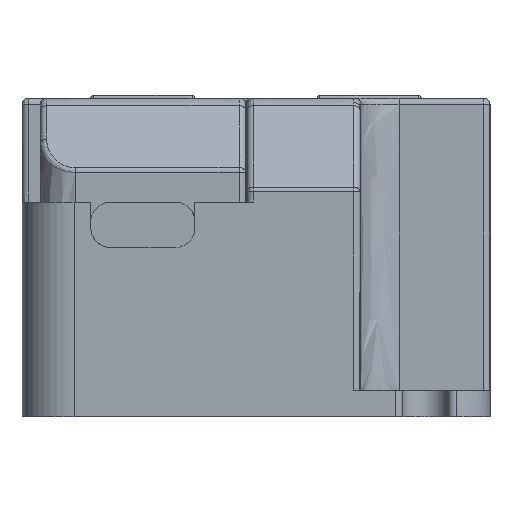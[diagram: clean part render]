
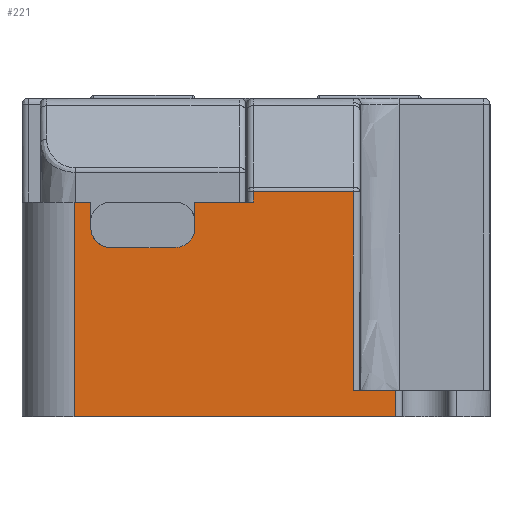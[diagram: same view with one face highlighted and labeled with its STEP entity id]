
A CAD part, left-side view. The second image highlights one B-rep face of the part: STEP entity #221.
In plain terms, the highlighted planar face has unit normal (-1, 0, 0).
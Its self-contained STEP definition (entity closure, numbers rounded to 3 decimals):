
#221=ADVANCED_FACE('',(#633),#6695,.T.);
#633=FACE_OUTER_BOUND('',#1053,.T.);
#1053=EDGE_LOOP('',(#2372,#2373,#2374,#2375,#2376,#2377,#2378,#2379,#2380,
#2381,#2382,#2383,#2384,#2385));
#2372=ORIENTED_EDGE('',*,*,#4093,.T.);
#2373=ORIENTED_EDGE('',*,*,#4065,.F.);
#2374=ORIENTED_EDGE('',*,*,#4094,.T.);
#2375=ORIENTED_EDGE('',*,*,#4095,.T.);
#2376=ORIENTED_EDGE('',*,*,#4096,.T.);
#2377=ORIENTED_EDGE('',*,*,#3800,.F.);
#2378=ORIENTED_EDGE('',*,*,#4097,.T.);
#2379=ORIENTED_EDGE('',*,*,#4098,.T.);
#2380=ORIENTED_EDGE('',*,*,#4099,.T.);
#2381=ORIENTED_EDGE('',*,*,#4072,.F.);
#2382=ORIENTED_EDGE('',*,*,#4092,.F.);
#2383=ORIENTED_EDGE('',*,*,#4429,.T.);
#2384=ORIENTED_EDGE('',*,*,#4100,.T.);
#2385=ORIENTED_EDGE('',*,*,#4431,.T.);
#3800=EDGE_CURVE('',#5884,#5885,#5133,.T.);
#4065=EDGE_CURVE('',#6183,#6184,#5381,.T.);
#4072=EDGE_CURVE('',#6189,#6190,#5387,.T.);
#4092=EDGE_CURVE('',#6208,#6189,#5406,.T.);
#4093=EDGE_CURVE('',#6209,#6184,#5407,.T.);
#4094=EDGE_CURVE('',#6183,#6210,#5408,.T.);
#4095=EDGE_CURVE('',#6210,#6211,#5409,.T.);
#4096=EDGE_CURVE('',#6211,#5885,#5410,.T.);
#4097=EDGE_CURVE('',#5884,#6212,#5411,.T.);
#4098=EDGE_CURVE('',#6212,#6213,#5412,.T.);
#4099=EDGE_CURVE('',#6213,#6190,#5413,.T.);
#4100=EDGE_CURVE('',#6214,#6215,#5414,.T.);
#4429=EDGE_CURVE('',#6208,#6214,#4875,.T.);
#4431=EDGE_CURVE('',#6215,#6209,#4877,.T.);
#4875=(
BOUNDED_CURVE()
B_SPLINE_CURVE(2,(#14373,#14374,#14375),.UNSPECIFIED.,.F.,.F.)
B_SPLINE_CURVE_WITH_KNOTS((3,3),(-3.,0.),.UNSPECIFIED.)
CURVE()
GEOMETRIC_REPRESENTATION_ITEM()
RATIONAL_B_SPLINE_CURVE((1.,0.707,1.))
REPRESENTATION_ITEM('')
);
#4877=(
BOUNDED_CURVE()
B_SPLINE_CURVE(2,(#14379,#14380,#14381),.UNSPECIFIED.,.F.,.F.)
B_SPLINE_CURVE_WITH_KNOTS((3,3),(-3.,0.),.UNSPECIFIED.)
CURVE()
GEOMETRIC_REPRESENTATION_ITEM()
RATIONAL_B_SPLINE_CURVE((1.,0.707,1.))
REPRESENTATION_ITEM('')
);
#5133=B_SPLINE_CURVE_WITH_KNOTS('',1,(#12929,#12930),.UNSPECIFIED.,.F.,
 .F.,(2,2),(0.,3.25),.UNSPECIFIED.);
#5381=B_SPLINE_CURVE_WITH_KNOTS('',1,(#13476,#13477),.UNSPECIFIED.,.F.,
 .F.,(2,2),(0.,1.3),.UNSPECIFIED.);
#5387=B_SPLINE_CURVE_WITH_KNOTS('',1,(#13491,#13492),.UNSPECIFIED.,.F.,
 .F.,(2,2),(0.,4.5),.UNSPECIFIED.);
#5406=B_SPLINE_CURVE_WITH_KNOTS('',1,(#13532,#13533),.UNSPECIFIED.,.F.,
 .F.,(2,2),(0.,2.),.UNSPECIFIED.);
#5407=B_SPLINE_CURVE_WITH_KNOTS('',1,(#13534,#13535),.UNSPECIFIED.,.F.,
 .F.,(2,2),(0.,2.),.UNSPECIFIED.);
#5408=B_SPLINE_CURVE_WITH_KNOTS('',1,(#13536,#13537),.UNSPECIFIED.,.F.,
 .F.,(2,2),(0.,16.5),.UNSPECIFIED.);
#5409=B_SPLINE_CURVE_WITH_KNOTS('',1,(#13538,#13539),.UNSPECIFIED.,.F.,
 .F.,(2,2),(0.,24.75),.UNSPECIFIED.);
#5410=B_SPLINE_CURVE_WITH_KNOTS('',1,(#13540,#13541),.UNSPECIFIED.,.F.,
 .F.,(2,2),(0.,2.),.UNSPECIFIED.);
#5411=B_SPLINE_CURVE_WITH_KNOTS('',1,(#13542,#13543),.UNSPECIFIED.,.F.,
 .F.,(2,2),(0.,15.293),.UNSPECIFIED.);
#5412=B_SPLINE_CURVE_WITH_KNOTS('',1,(#13544,#13545),.UNSPECIFIED.,.F.,
 .F.,(2,2),(0.,7.7),.UNSPECIFIED.);
#5413=B_SPLINE_CURVE_WITH_KNOTS('',1,(#13546,#13547),.UNSPECIFIED.,.F.,
 .F.,(2,2),(0.,0.793),.UNSPECIFIED.);
#5414=B_SPLINE_CURVE_WITH_KNOTS('',1,(#13548,#13549),.UNSPECIFIED.,.F.,
 .F.,(2,2),(0.,5.),.UNSPECIFIED.);
#5884=VERTEX_POINT('',#12416);
#5885=VERTEX_POINT('',#12417);
#6183=VERTEX_POINT('',#12715);
#6184=VERTEX_POINT('',#12716);
#6189=VERTEX_POINT('',#12721);
#6190=VERTEX_POINT('',#12722);
#6208=VERTEX_POINT('',#12740);
#6209=VERTEX_POINT('',#12741);
#6210=VERTEX_POINT('',#12742);
#6211=VERTEX_POINT('',#12743);
#6212=VERTEX_POINT('',#12744);
#6213=VERTEX_POINT('',#12745);
#6214=VERTEX_POINT('',#12746);
#6215=VERTEX_POINT('',#12747);
#6695=PLANE('',#6909);
#6909=AXIS2_PLACEMENT_3D('',#9509,#7106,$);
#7106=DIRECTION('',(-1.,0.,0.));
#9509=CARTESIAN_POINT('',(-46.,16.597,-14.101));
#12416=CARTESIAN_POINT('',(-46.,-7.5,-10.25));
#12417=CARTESIAN_POINT('',(-46.,-10.75,-10.25));
#12715=CARTESIAN_POINT('',(-46.,14.,4.25));
#12716=CARTESIAN_POINT('',(-46.,12.7,4.25));
#12721=CARTESIAN_POINT('',(-46.,4.7,4.25));
#12722=CARTESIAN_POINT('',(-46.,0.2,4.25));
#12740=CARTESIAN_POINT('',(-46.,4.7,2.25));
#12741=CARTESIAN_POINT('',(-46.,12.7,2.25));
#12742=CARTESIAN_POINT('',(-46.,14.,-12.25));
#12743=CARTESIAN_POINT('',(-46.,-10.75,-12.25));
#12744=CARTESIAN_POINT('',(-46.,-7.5,5.043));
#12745=CARTESIAN_POINT('',(-46.,0.2,5.043));
#12746=CARTESIAN_POINT('',(-46.,6.2,0.75));
#12747=CARTESIAN_POINT('',(-46.,11.2,0.75));
#12929=CARTESIAN_POINT('',(-46.,-7.5,-10.25));
#12930=CARTESIAN_POINT('',(-46.,-10.75,-10.25));
#13476=CARTESIAN_POINT('',(-46.,14.,4.25));
#13477=CARTESIAN_POINT('',(-46.,12.7,4.25));
#13491=CARTESIAN_POINT('',(-46.,4.7,4.25));
#13492=CARTESIAN_POINT('',(-46.,0.2,4.25));
#13532=CARTESIAN_POINT('',(-46.,4.7,2.25));
#13533=CARTESIAN_POINT('',(-46.,4.7,4.25));
#13534=CARTESIAN_POINT('',(-46.,12.7,2.25));
#13535=CARTESIAN_POINT('',(-46.,12.7,4.25));
#13536=CARTESIAN_POINT('',(-46.,14.,4.25));
#13537=CARTESIAN_POINT('',(-46.,14.,-12.25));
#13538=CARTESIAN_POINT('',(-46.,14.,-12.25));
#13539=CARTESIAN_POINT('',(-46.,-10.75,-12.25));
#13540=CARTESIAN_POINT('',(-46.,-10.75,-12.25));
#13541=CARTESIAN_POINT('',(-46.,-10.75,-10.25));
#13542=CARTESIAN_POINT('',(-46.,-7.5,-10.25));
#13543=CARTESIAN_POINT('',(-46.,-7.5,5.043));
#13544=CARTESIAN_POINT('',(-46.,-7.5,5.043));
#13545=CARTESIAN_POINT('',(-46.,0.2,5.043));
#13546=CARTESIAN_POINT('',(-46.,0.2,5.043));
#13547=CARTESIAN_POINT('',(-46.,0.2,4.25));
#13548=CARTESIAN_POINT('',(-46.,6.2,0.75));
#13549=CARTESIAN_POINT('',(-46.,11.2,0.75));
#14373=CARTESIAN_POINT('',(-46.,4.7,2.25));
#14374=CARTESIAN_POINT('',(-46.,4.7,0.75));
#14375=CARTESIAN_POINT('',(-46.,6.2,0.75));
#14379=CARTESIAN_POINT('',(-46.,11.2,0.75));
#14380=CARTESIAN_POINT('',(-46.,12.7,0.75));
#14381=CARTESIAN_POINT('',(-46.,12.7,2.25));
